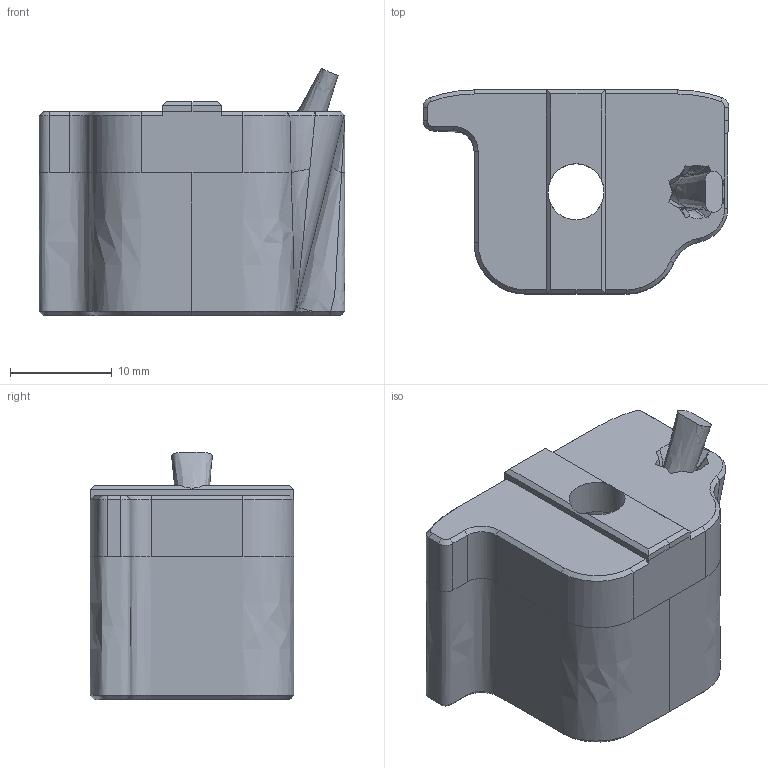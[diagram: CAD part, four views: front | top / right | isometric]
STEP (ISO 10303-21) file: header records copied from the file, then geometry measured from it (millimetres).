
FILE_DESCRIPTION(/* description */ (''),/* implementation_level */ '2;1');
FILE_NAME(/* name */ 'Voron V2.4 Z Chain Retainer Thermistor Mount v11.step',/* time_stamp */ '2021-02-21T12:24:36-05:00',/* author */ (''),/* organization */ (''),/* preprocessor_version */ 'ST-DEVELOPER v18.1',/* originating_system */ 'Autodesk Translation Framework v9.7.1.1290',/* authorisation */ '');
FILE_SCHEMA (('AUTOMOTIVE_DESIGN { 1 0 10303 214 3 1 1 }'));
Length unit declared in the file: millimetre
Products named in the file (3): Voron V2.4 Thermistor Mount; Z Chain Guide Thermistor Mount; Thermistor v2
Assembly tree (2 placements, depth 2):
  Voron V2.4 Thermistor Mount
    Z Chain Guide Thermistor Mount
    Thermistor v2
Bounding box: 30 x 20 x 24.25 mm (x, y, z)
Volume: 6383.6 mm3; surface area: 3625.7 mm2
Topology: 3 solids, 3 shells, 131 faces, 345 edges, 218 vertices
Faces by surface type: plane 66, bspline 39, cone 13, cylinder 12, sphere 1
Full cylindrical faces by diameter (mm): 3 x1, 5.5 x1
Entity records: 6213 total; most frequent: CARTESIAN_POINT 3276, ORIENTED_EDGE 688, DIRECTION 437, EDGE_CURVE 344, VERTEX_POINT 218, LINE 179, VECTOR 179, EDGE_LOOP 134
